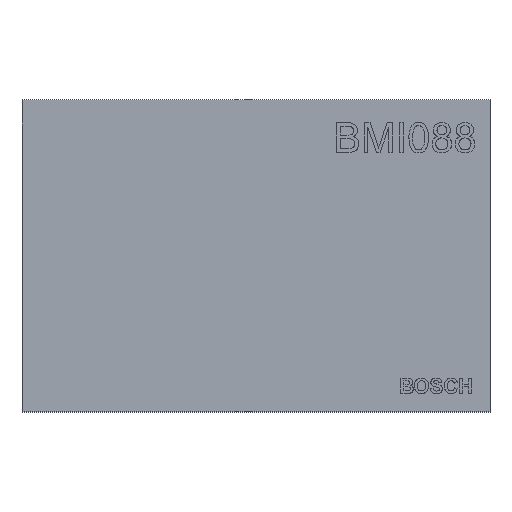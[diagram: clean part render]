
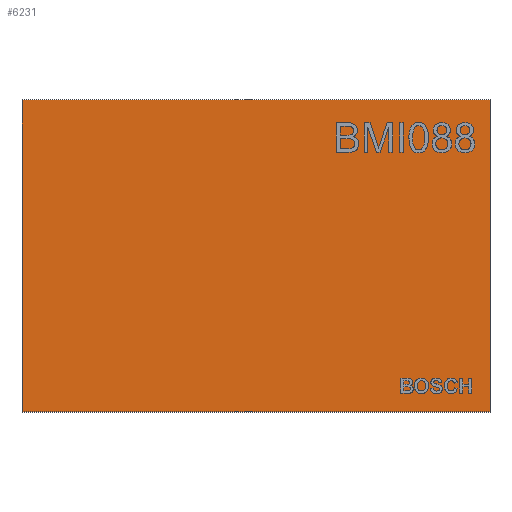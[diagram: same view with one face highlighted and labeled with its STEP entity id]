
A CAD part, top view. The second image highlights one B-rep face of the part: STEP entity #6231.
In plain terms, the highlighted planar face has unit normal (0, 0, 1).
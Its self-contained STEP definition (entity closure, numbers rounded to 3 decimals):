
#659=FACE_OUTER_BOUND('',#1032,.T.);
#1032=EDGE_LOOP('',(#4132,#4133,#4134,#4135));
#1423=LINE('',#7731,#1978);
#1426=LINE('',#7737,#1981);
#1429=LINE('',#7743,#1984);
#1432=LINE('',#7747,#1987);
#1978=VECTOR('',#6822,10.);
#1981=VECTOR('',#6827,10.);
#1984=VECTOR('',#6832,10.);
#1987=VECTOR('',#6837,10.);
#2533=VERTEX_POINT('',#7728);
#2534=VERTEX_POINT('',#7730);
#2536=VERTEX_POINT('',#7736);
#2538=VERTEX_POINT('',#7742);
#3167=EDGE_CURVE('',#2534,#2533,#1423,.T.);
#3170=EDGE_CURVE('',#2536,#2534,#1426,.T.);
#3173=EDGE_CURVE('',#2538,#2536,#1429,.T.);
#3176=EDGE_CURVE('',#2533,#2538,#1432,.T.);
#4132=ORIENTED_EDGE('',*,*,#3176,.T.);
#4133=ORIENTED_EDGE('',*,*,#3173,.T.);
#4134=ORIENTED_EDGE('',*,*,#3170,.T.);
#4135=ORIENTED_EDGE('',*,*,#3167,.T.);
#6022=PLANE('',#6645);
#6231=ADVANCED_FACE('',(#659),#6022,.T.);
#6645=AXIS2_PLACEMENT_3D('',#7748,#6838,#6839);
#6822=DIRECTION('',(1.,0.,0.));
#6827=DIRECTION('',(0.,-1.,0.));
#6832=DIRECTION('',(-1.,0.,0.));
#6837=DIRECTION('',(0.,1.,0.));
#6838=DIRECTION('center_axis',(0.,0.,1.));
#6839=DIRECTION('ref_axis',(1.,0.,0.));
#7728=CARTESIAN_POINT('',(2.25,-1.5,0.82));
#7730=CARTESIAN_POINT('',(-2.25,-1.5,0.82));
#7731=CARTESIAN_POINT('',(-2.25,-1.5,0.82));
#7736=CARTESIAN_POINT('',(-2.25,1.5,0.82));
#7737=CARTESIAN_POINT('',(-2.25,1.5,0.82));
#7742=CARTESIAN_POINT('',(2.25,1.5,0.82));
#7743=CARTESIAN_POINT('',(2.25,1.5,0.82));
#7747=CARTESIAN_POINT('',(2.25,-1.5,0.82));
#7748=CARTESIAN_POINT('Origin',(0.,0.,0.82));
